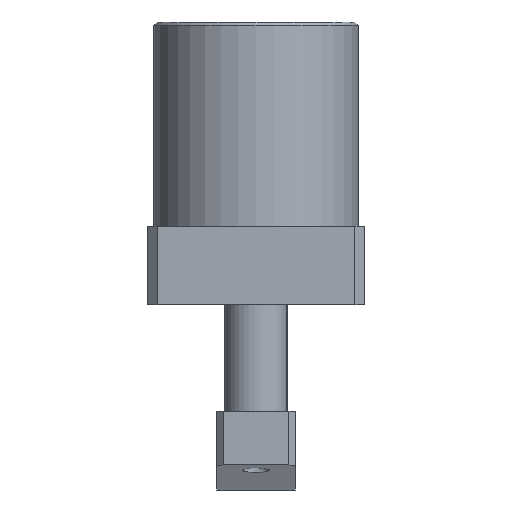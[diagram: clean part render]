
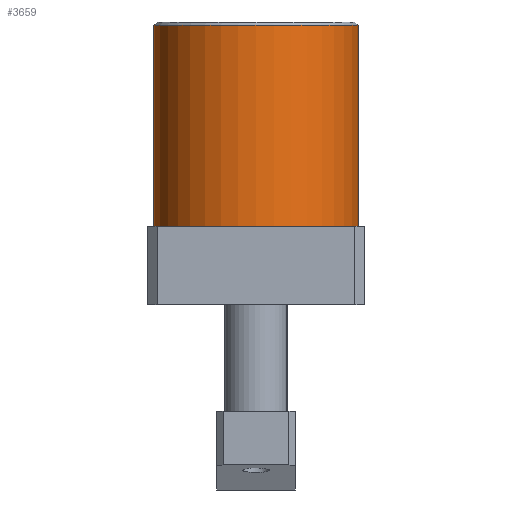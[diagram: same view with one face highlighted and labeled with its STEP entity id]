
A CAD part, front view. The second image highlights one B-rep face of the part: STEP entity #3659.
In plain terms, the highlighted cylindrical face has radius 32.5 mm (diameter 65 mm), a partial arc.
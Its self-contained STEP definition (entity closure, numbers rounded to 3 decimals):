
#250 = CARTESIAN_POINT ( 'NONE',  ( -32.5, 0., 90. ) ) ;
#260 = DIRECTION ( 'NONE',  ( 0., 0., -1. ) ) ;
#261 = DIRECTION ( 'NONE',  ( 0., 0., -1. ) ) ;
#262 = CARTESIAN_POINT ( 'NONE',  ( 32.5, 0., 90. ) ) ;
#1129 = CARTESIAN_POINT ( 'NONE',  ( -32.5, 0., 25. ) ) ;
#1171 = CARTESIAN_POINT ( 'NONE',  ( 32.5, 0., 25. ) ) ;
#1737 = VECTOR ( 'NONE', #260, 1000. ) ;
#1754 = LINE ( 'NONE', #250, #1761 ) ;
#1761 = VECTOR ( 'NONE', #261, 1000. ) ;
#1771 = LINE ( 'NONE', #262, #1737 ) ;
#1891 = CARTESIAN_POINT ( 'NONE',  ( 0., 0., 89. ) ) ;
#1892 = DIRECTION ( 'NONE',  ( 0., 0., -1. ) ) ;
#1893 = DIRECTION ( 'NONE',  ( 1., 0., 0. ) ) ;
#1923 = CARTESIAN_POINT ( 'NONE',  ( -32.5, 0., 89. ) ) ;
#1993 = CARTESIAN_POINT ( 'NONE',  ( 32.5, 0., 89. ) ) ;
#2117 = CARTESIAN_POINT ( 'NONE',  ( 0., 0., 25. ) ) ;
#2118 = DIRECTION ( 'NONE',  ( 0., 0., 1. ) ) ;
#2119 = DIRECTION ( 'NONE',  ( 1., 0., 0. ) ) ;
#2175 = CYLINDRICAL_SURFACE ( 'NONE', #5348, 32.5 ) ;
#2185 = FACE_OUTER_BOUND ( 'NONE', #2948, .T. ) ;
#2549 = ORIENTED_EDGE ( 'NONE', *, *, #3745, .F. ) ;
#2553 = ORIENTED_EDGE ( 'NONE', *, *, #3973, .T. ) ;
#2554 = ORIENTED_EDGE ( 'NONE', *, *, #3743, .T. ) ;
#2601 = ORIENTED_EDGE ( 'NONE', *, *, #5836, .T. ) ;
#2715 = VERTEX_POINT ( 'NONE', #1171 ) ;
#2755 = VERTEX_POINT ( 'NONE', #1129 ) ;
#2948 = EDGE_LOOP ( 'NONE', ( #2549, #2553, #2554, #2601 ) ) ;
#3659 = ADVANCED_FACE ( 'NONE', ( #2185 ), #2175, .T. ) ;
#3743 = EDGE_CURVE ( 'NONE', #4979, #2755, #1754, .T. ) ;
#3745 = EDGE_CURVE ( 'NONE', #5050, #2715, #1771, .T. ) ;
#3973 = EDGE_CURVE ( 'NONE', #5050, #4979, #4385, .T. ) ;
#4385 = CIRCLE ( 'NONE', #5470, 32.5 ) ;
#4425 = CIRCLE ( 'NONE', #5478, 32.5 ) ;
#4979 = VERTEX_POINT ( 'NONE', #1923 ) ;
#5050 = VERTEX_POINT ( 'NONE', #1993 ) ;
#5209 = DIRECTION ( 'NONE',  ( -1., 0., 0. ) ) ;
#5211 = DIRECTION ( 'NONE',  ( 0., 0., -1. ) ) ;
#5213 = CARTESIAN_POINT ( 'NONE',  ( 0., 0., 90. ) ) ;
#5348 = AXIS2_PLACEMENT_3D ( 'NONE', #5213, #5211, #5209 ) ;
#5470 = AXIS2_PLACEMENT_3D ( 'NONE', #1891, #1892, #1893 ) ;
#5478 = AXIS2_PLACEMENT_3D ( 'NONE', #2117, #2118, #2119 ) ;
#5836 = EDGE_CURVE ( 'NONE', #2755, #2715, #4425, .T. ) ;
